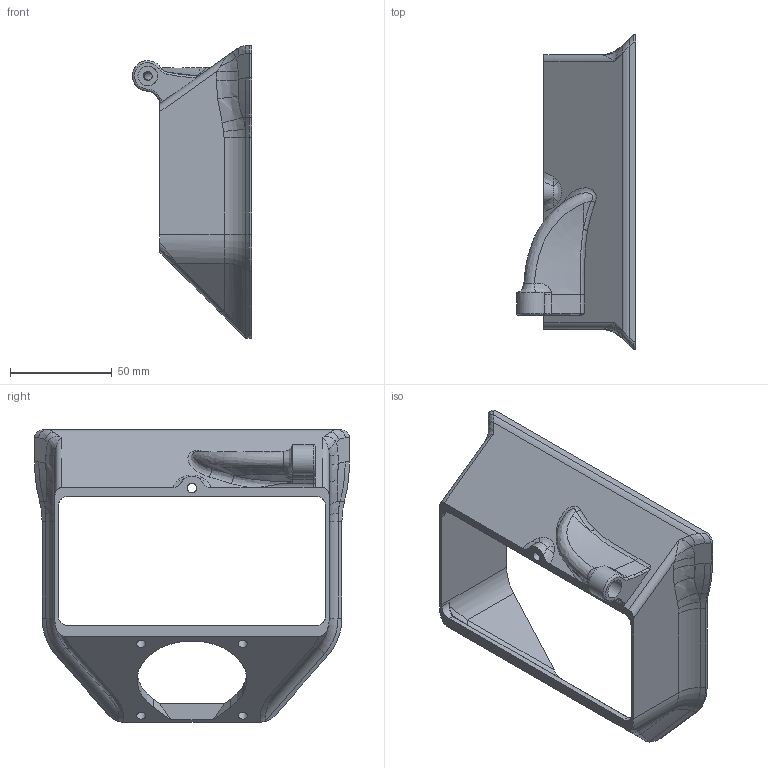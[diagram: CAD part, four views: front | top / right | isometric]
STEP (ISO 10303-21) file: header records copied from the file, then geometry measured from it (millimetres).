
FILE_DESCRIPTION(/* description */ (''),/* implementation_level */ '2;1');
FILE_NAME(/* name */ 'Exhaust90_Housing.stp',/* time_stamp */ '2021-08-31T12:19:47+02:00',/* author */ ('Rama'),/* organization */ (''),/* preprocessor_version */ 'ST-DEVELOPER v18.1',/* originating_system */ 'Autodesk Inventor 2021',/* authorisation */ '');
FILE_SCHEMA (('AUTOMOTIVE_DESIGN { 1 0 10303 214 3 1 1 }'));
Length unit declared in the file: millimetre
Products named in the file (1): Exhaust_Housing_Thread_Left
Bounding box: 58.5 x 154.8 x 143.71 mm (x, y, z)
Volume: 78242 mm3; surface area: 52969.8 mm2
Topology: 1 solids, 1 shells, 199 faces, 516 edges, 318 vertices
Faces by surface type: bspline 71, cylinder 57, plane 52, torus 11, cone 8
Full cylindrical faces by diameter (mm): 4.7 x7, 9.7 x1
Entity records: 8680 total; most frequent: CARTESIAN_POINT 4056, ORIENTED_EDGE 1024, DIRECTION 860, EDGE_CURVE 512, AXIS2_PLACEMENT_3D 334, VERTEX_POINT 318, EDGE_LOOP 218, FACE_OUTER_BOUND 199
